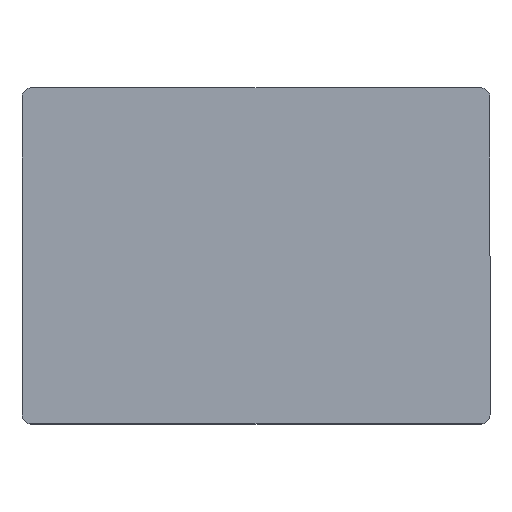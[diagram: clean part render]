
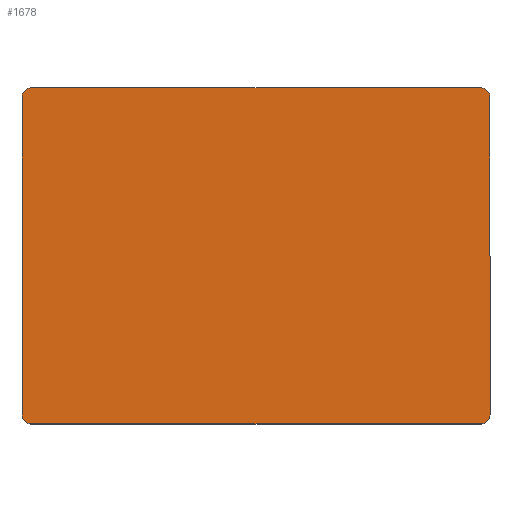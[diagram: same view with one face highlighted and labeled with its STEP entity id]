
A CAD part, top view. The second image highlights one B-rep face of the part: STEP entity #1678.
In plain terms, the highlighted planar face has unit normal (0, 0, 1).
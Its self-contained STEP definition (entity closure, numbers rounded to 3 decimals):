
#97=PLANE('',#1914);
#194=FACE_OUTER_BOUND('',#304,.T.);
#304=EDGE_LOOP('',(#1503,#1504,#1505,#1506,#1507,#1508,#1509,#1510));
#448=LINE('',#2876,#597);
#452=LINE('',#2888,#601);
#456=LINE('',#2900,#605);
#460=LINE('',#2910,#609);
#597=VECTOR('',#2388,10.);
#601=VECTOR('',#2400,10.);
#605=VECTOR('',#2412,10.);
#609=VECTOR('',#2424,10.);
#684=CIRCLE('',#1900,2.);
#686=CIRCLE('',#1904,2.);
#688=CIRCLE('',#1908,2.);
#690=CIRCLE('',#1912,2.);
#827=VERTEX_POINT('',#2867);
#828=VERTEX_POINT('',#2869);
#830=VERTEX_POINT('',#2875);
#832=VERTEX_POINT('',#2881);
#834=VERTEX_POINT('',#2887);
#836=VERTEX_POINT('',#2893);
#838=VERTEX_POINT('',#2899);
#840=VERTEX_POINT('',#2905);
#1053=EDGE_CURVE('',#828,#827,#684,.T.);
#1056=EDGE_CURVE('',#830,#828,#448,.T.);
#1059=EDGE_CURVE('',#832,#830,#686,.T.);
#1062=EDGE_CURVE('',#834,#832,#452,.T.);
#1065=EDGE_CURVE('',#836,#834,#688,.T.);
#1068=EDGE_CURVE('',#838,#836,#456,.T.);
#1071=EDGE_CURVE('',#840,#838,#690,.T.);
#1074=EDGE_CURVE('',#827,#840,#460,.T.);
#1503=ORIENTED_EDGE('',*,*,#1074,.T.);
#1504=ORIENTED_EDGE('',*,*,#1071,.T.);
#1505=ORIENTED_EDGE('',*,*,#1068,.T.);
#1506=ORIENTED_EDGE('',*,*,#1065,.T.);
#1507=ORIENTED_EDGE('',*,*,#1062,.T.);
#1508=ORIENTED_EDGE('',*,*,#1059,.T.);
#1509=ORIENTED_EDGE('',*,*,#1056,.T.);
#1510=ORIENTED_EDGE('',*,*,#1053,.T.);
#1678=ADVANCED_FACE('',(#194),#97,.T.);
#1900=AXIS2_PLACEMENT_3D('',#2870,#2382,#2383);
#1904=AXIS2_PLACEMENT_3D('',#2882,#2394,#2395);
#1908=AXIS2_PLACEMENT_3D('',#2894,#2406,#2407);
#1912=AXIS2_PLACEMENT_3D('',#2906,#2418,#2419);
#1914=AXIS2_PLACEMENT_3D('',#2911,#2425,#2426);
#2382=DIRECTION('center_axis',(0.,0.,1.));
#2383=DIRECTION('ref_axis',(1.,0.,0.));
#2388=DIRECTION('',(0.,1.,0.));
#2394=DIRECTION('center_axis',(0.,0.,
1.));
#2395=DIRECTION('ref_axis',(0.,-1.,0.));
#2400=DIRECTION('',(1.,0.,0.));
#2406=DIRECTION('center_axis',(0.,0.,1.));
#2407=DIRECTION('ref_axis',(-1.,0.,0.));
#2412=DIRECTION('',(0.,-1.,0.));
#2418=DIRECTION('center_axis',(0.,0.,1.));
#2419=DIRECTION('ref_axis',(0.,1.,0.));
#2424=DIRECTION('',(-1.,0.,0.));
#2425=DIRECTION('center_axis',(0.,0.,
1.));
#2426=DIRECTION('ref_axis',(1.,0.,0.));
#2867=CARTESIAN_POINT('',(61.,43.,3.));
#2869=CARTESIAN_POINT('',(63.,41.,3.));
#2870=CARTESIAN_POINT('Origin',(61.,41.,3.));
#2875=CARTESIAN_POINT('',(63.,-31.,3.));
#2876=CARTESIAN_POINT('',(63.,-31.,3.));
#2881=CARTESIAN_POINT('',(61.,-33.,3.));
#2882=CARTESIAN_POINT('Origin',(61.,-31.,3.));
#2887=CARTESIAN_POINT('',(-41.,-33.,3.));
#2888=CARTESIAN_POINT('',(-41.,-33.,3.));
#2893=CARTESIAN_POINT('',(-43.,-31.,3.));
#2894=CARTESIAN_POINT('Origin',(-41.,-31.,3.));
#2899=CARTESIAN_POINT('',(-43.,41.,3.));
#2900=CARTESIAN_POINT('',(-43.,41.,3.));
#2905=CARTESIAN_POINT('',(-41.,43.,3.));
#2906=CARTESIAN_POINT('Origin',(-41.,41.,3.));
#2910=CARTESIAN_POINT('',(61.,43.,3.));
#2911=CARTESIAN_POINT('Origin',(10.,5.,3.));
